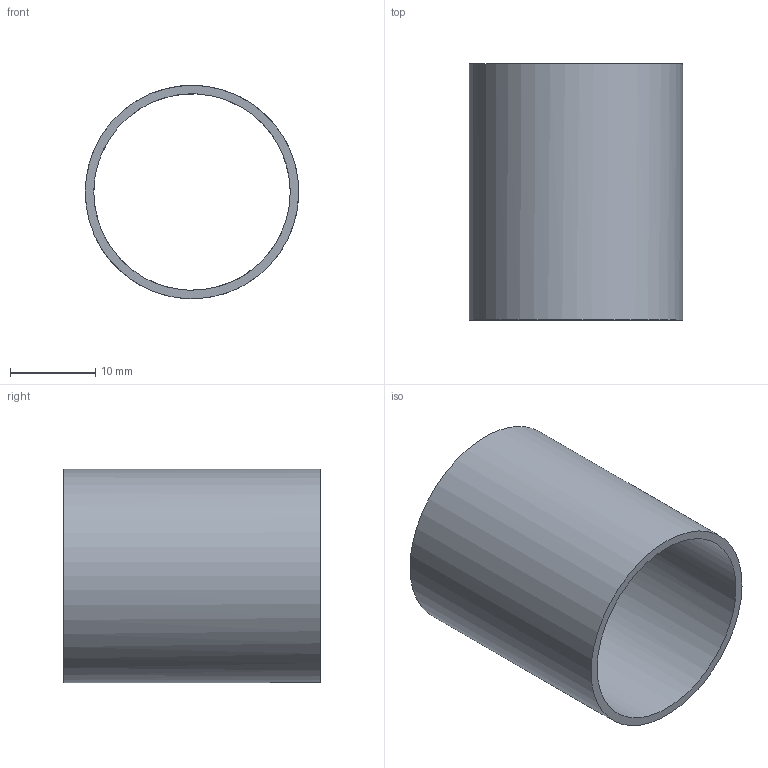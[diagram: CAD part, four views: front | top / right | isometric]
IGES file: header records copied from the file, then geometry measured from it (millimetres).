
Global section: file name: Rohr; native system: Autodesk Inventor 2014; preprocessor: unknown; author: Sascha; date: 20140919.151422; units: millimetre
Bounding box: 25 x 30 x 24.99 mm (x, y, z)
Volume: 2281.7 mm3; surface area: 4679 mm2
Topology: 1 solids, 1 shells, 4 faces, 12 edges, 10 vertices
Faces by surface type: bspline 4
